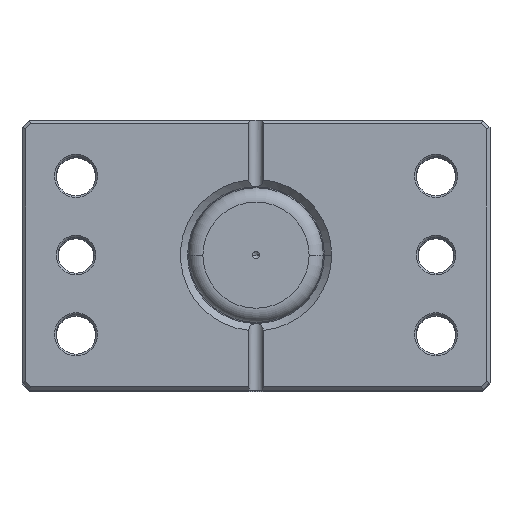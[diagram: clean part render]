
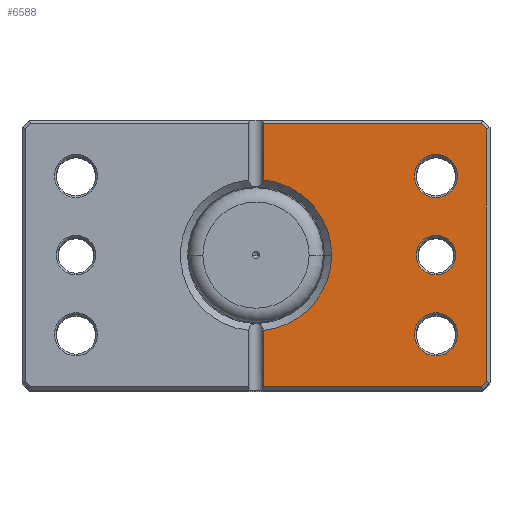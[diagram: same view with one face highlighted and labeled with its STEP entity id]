
A CAD part, top view. The second image highlights one B-rep face of the part: STEP entity #6588.
In plain terms, the highlighted face is planar.
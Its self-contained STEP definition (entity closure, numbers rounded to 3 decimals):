
#154 = CARTESIAN_POINT ( 'NONE',  ( -44., -22., 0. ) ) ;
#182 = FACE_OUTER_BOUND ( 'NONE', #1478, .T. ) ;
#199 = FACE_BOUND ( 'NONE', #1139, .T. ) ;
#210 = FACE_BOUND ( 'NONE', #1321, .T. ) ;
#248 = FACE_BOUND ( 'NONE', #1079, .T. ) ;
#249 = AXIS2_PLACEMENT_3D ( 'NONE', #3231, #3220, #3213 ) ;
#303 = CARTESIAN_POINT ( 'NONE',  ( 0., -36.5, 0. ) ) ;
#310 = EDGE_CURVE ( 'NONE', #3517, #4648, #1203, .T. ) ;
#351 = EDGE_CURVE ( 'NONE', #3980, #3539, #2431, .T. ) ;
#372 = EDGE_CURVE ( 'NONE', #495, #3436, #2979, .T. ) ;
#448 = VERTEX_POINT ( 'NONE', #6337 ) ;
#467 = EDGE_CURVE ( 'NONE', #1242, #1925, #4184, .T. ) ;
#482 = EDGE_CURVE ( 'NONE', #448, #3148, #1415, .T. ) ;
#495 = VERTEX_POINT ( 'NONE', #6058 ) ;
#528 = EDGE_CURVE ( 'NONE', #3148, #1288, #6873, .T. ) ;
#576 = CARTESIAN_POINT ( 'NONE',  ( -64., 35.086, 0. ) ) ;
#655 = EDGE_CURVE ( 'NONE', #1288, #4000, #6752, .T. ) ;
#668 = EDGE_CURVE ( 'NONE', #4000, #3279, #6697, .T. ) ;
#720 = EDGE_CURVE ( 'NONE', #1925, #448, #6631, .T. ) ;
#741 = CARTESIAN_POINT ( 'NONE',  ( -2., -36.5, 0. ) ) ;
#754 = EDGE_CURVE ( 'NONE', #3279, #3275, #6608, .T. ) ;
#775 = CARTESIAN_POINT ( 'NONE',  ( -62.586, 36.5, 0. ) ) ;
#780 = EDGE_CURVE ( 'NONE', #3275, #2534, #6574, .T. ) ;
#794 = ORIENTED_EDGE ( 'NONE', *, *, #895, .T. ) ;
#895 = EDGE_CURVE ( 'NONE', #2534, #1242, #6486, .T. ) ;
#945 = ORIENTED_EDGE ( 'NONE', *, *, #780, .T. ) ;
#1026 = ORIENTED_EDGE ( 'NONE', *, *, #754, .T. ) ;
#1079 = EDGE_LOOP ( 'NONE', ( #2106, #1936 ) ) ;
#1139 = EDGE_LOOP ( 'NONE', ( #1905, #1748 ) ) ;
#1144 = ORIENTED_EDGE ( 'NONE', *, *, #668, .T. ) ;
#1167 = VECTOR ( 'NONE', #6863, 1000. ) ;
#1203 = CIRCLE ( 'NONE', #5088, 5.5 ) ;
#1216 = ORIENTED_EDGE ( 'NONE', *, *, #655, .T. ) ;
#1242 = VERTEX_POINT ( 'NONE', #2521 ) ;
#1288 = VERTEX_POINT ( 'NONE', #741 ) ;
#1301 = CARTESIAN_POINT ( 'NONE',  ( -2., -20.905, 0. ) ) ;
#1306 = ORIENTED_EDGE ( 'NONE', *, *, #528, .T. ) ;
#1321 = EDGE_LOOP ( 'NONE', ( #2559, #2300 ) ) ;
#1378 = ORIENTED_EDGE ( 'NONE', *, *, #482, .T. ) ;
#1415 = CIRCLE ( 'NONE', #3832, 21. ) ;
#1478 = EDGE_LOOP ( 'NONE', ( #1663, #1553, #1378, #1306, #1216, #1144, #1026, #945, #794 ) ) ;
#1553 = ORIENTED_EDGE ( 'NONE', *, *, #720, .T. ) ;
#1663 = ORIENTED_EDGE ( 'NONE', *, *, #467, .T. ) ;
#1689 = EDGE_CURVE ( 'NONE', #3539, #3980, #5554, .T. ) ;
#1748 = ORIENTED_EDGE ( 'NONE', *, *, #372, .T. ) ;
#1905 = ORIENTED_EDGE ( 'NONE', *, *, #3118, .T. ) ;
#1925 = VERTEX_POINT ( 'NONE', #6071 ) ;
#1936 = ORIENTED_EDGE ( 'NONE', *, *, #351, .T. ) ;
#2106 = ORIENTED_EDGE ( 'NONE', *, *, #1689, .T. ) ;
#2300 = ORIENTED_EDGE ( 'NONE', *, *, #310, .T. ) ;
#2431 = CIRCLE ( 'NONE', #4861, 6. ) ;
#2521 = CARTESIAN_POINT ( 'NONE',  ( -2., 36.5, 0. ) ) ;
#2534 = VERTEX_POINT ( 'NONE', #775 ) ;
#2559 = ORIENTED_EDGE ( 'NONE', *, *, #3999, .T. ) ;
#2564 = AXIS2_PLACEMENT_3D ( 'NONE', #3738, #3729, #3720 ) ;
#2648 = CIRCLE ( 'NONE', #5452, 5.5 ) ;
#2672 = CARTESIAN_POINT ( 'NONE',  ( 0., 36.5, 0. ) ) ;
#2794 = DIRECTION ( 'NONE',  ( 1., 0., 0. ) ) ;
#2979 = CIRCLE ( 'NONE', #4420, 6. ) ;
#3118 = EDGE_CURVE ( 'NONE', #3436, #495, #3709, .T. ) ;
#3148 = VERTEX_POINT ( 'NONE', #1301 ) ;
#3203 = AXIS2_PLACEMENT_3D ( 'NONE', #4860, #4887, #4917 ) ;
#3213 = DIRECTION ( 'NONE',  ( 1., 0., 0. ) ) ;
#3220 = DIRECTION ( 'NONE',  ( 0., 0., 1. ) ) ;
#3231 = CARTESIAN_POINT ( 'NONE',  ( 0., 0., 0. ) ) ;
#3275 = VERTEX_POINT ( 'NONE', #576 ) ;
#3279 = VERTEX_POINT ( 'NONE', #3293 ) ;
#3293 = CARTESIAN_POINT ( 'NONE',  ( -64., -35.086, 0. ) ) ;
#3341 = DIRECTION ( 'NONE',  ( 0.707, 0.707, 0. ) ) ;
#3356 = PLANE ( 'NONE',  #249 ) ;
#3436 = VERTEX_POINT ( 'NONE', #4029 ) ;
#3443 = CARTESIAN_POINT ( 'NONE',  ( -55.5, 0., 0. ) ) ;
#3481 = CARTESIAN_POINT ( 'NONE',  ( -49.543, 49.543, 0. ) ) ;
#3517 = VERTEX_POINT ( 'NONE', #6208 ) ;
#3539 = VERTEX_POINT ( 'NONE', #5440 ) ;
#3646 = CARTESIAN_POINT ( 'NONE',  ( -64., 0., 0. ) ) ;
#3672 = DIRECTION ( 'NONE',  ( 0., 1., 0. ) ) ;
#3709 = CIRCLE ( 'NONE', #3203, 6. ) ;
#3720 = DIRECTION ( 'NONE',  ( 1., 0., 0. ) ) ;
#3729 = DIRECTION ( 'NONE',  ( 0., 0., 1. ) ) ;
#3738 = CARTESIAN_POINT ( 'NONE',  ( 0., 0., 0. ) ) ;
#3832 = AXIS2_PLACEMENT_3D ( 'NONE', #5701, #5694, #5686 ) ;
#3980 = VERTEX_POINT ( 'NONE', #154 ) ;
#3999 = EDGE_CURVE ( 'NONE', #4648, #3517, #2648, .T. ) ;
#4000 = VERTEX_POINT ( 'NONE', #6838 ) ;
#4029 = CARTESIAN_POINT ( 'NONE',  ( -56., 22., 0. ) ) ;
#4184 = LINE ( 'NONE', #6882, #1167 ) ;
#4241 = DIRECTION ( 'NONE',  ( 0., 0., 1. ) ) ;
#4256 = AXIS2_PLACEMENT_3D ( 'NONE', #4321, #4329, #4339 ) ;
#4260 = CARTESIAN_POINT ( 'NONE',  ( -49.543, -49.543, 0. ) ) ;
#4268 = DIRECTION ( 'NONE',  ( -0.707, 0.707, 0. ) ) ;
#4282 = DIRECTION ( 'NONE',  ( 1., 0., 0. ) ) ;
#4321 = CARTESIAN_POINT ( 'NONE',  ( -50., -22., 0. ) ) ;
#4329 = DIRECTION ( 'NONE',  ( 0., 0., 1. ) ) ;
#4339 = DIRECTION ( 'NONE',  ( 1., 0., 0. ) ) ;
#4420 = AXIS2_PLACEMENT_3D ( 'NONE', #4932, #6769, #6807 ) ;
#4576 = DIRECTION ( 'NONE',  ( -1., 0., 0. ) ) ;
#4648 = VERTEX_POINT ( 'NONE', #3443 ) ;
#4656 = CARTESIAN_POINT ( 'NONE',  ( -50., 0., 0. ) ) ;
#4830 = DIRECTION ( 'NONE',  ( 0., 0., 1. ) ) ;
#4855 = DIRECTION ( 'NONE',  ( 1., 0., 0. ) ) ;
#4860 = CARTESIAN_POINT ( 'NONE',  ( -50., 22., 0. ) ) ;
#4861 = AXIS2_PLACEMENT_3D ( 'NONE', #6098, #6219, #6228 ) ;
#4887 = DIRECTION ( 'NONE',  ( 0., 0., 1. ) ) ;
#4917 = DIRECTION ( 'NONE',  ( 1., 0., 0. ) ) ;
#4932 = CARTESIAN_POINT ( 'NONE',  ( -50., 22., 0. ) ) ;
#5088 = AXIS2_PLACEMENT_3D ( 'NONE', #4656, #4241, #4282 ) ;
#5335 = CARTESIAN_POINT ( 'NONE',  ( -50., 0., 0. ) ) ;
#5440 = CARTESIAN_POINT ( 'NONE',  ( -56., -22., 0. ) ) ;
#5452 = AXIS2_PLACEMENT_3D ( 'NONE', #5335, #4830, #4855 ) ;
#5554 = CIRCLE ( 'NONE', #4256, 6. ) ;
#5686 = DIRECTION ( 'NONE',  ( 1., 0., 0. ) ) ;
#5694 = DIRECTION ( 'NONE',  ( 0., 0., 1. ) ) ;
#5701 = CARTESIAN_POINT ( 'NONE',  ( 0., 0., 0. ) ) ;
#6020 = CARTESIAN_POINT ( 'NONE',  ( -2., 37.5, 0. ) ) ;
#6058 = CARTESIAN_POINT ( 'NONE',  ( -44., 22., 0. ) ) ;
#6071 = CARTESIAN_POINT ( 'NONE',  ( -2., 20.905, 0. ) ) ;
#6098 = CARTESIAN_POINT ( 'NONE',  ( -50., -22., 0. ) ) ;
#6208 = CARTESIAN_POINT ( 'NONE',  ( -44.5, 0., 0. ) ) ;
#6219 = DIRECTION ( 'NONE',  ( 0., 0., 1. ) ) ;
#6228 = DIRECTION ( 'NONE',  ( 1., 0., 0. ) ) ;
#6337 = CARTESIAN_POINT ( 'NONE',  ( -21., 0., 0. ) ) ;
#6463 = VECTOR ( 'NONE', #2794, 1000. ) ;
#6486 = LINE ( 'NONE', #2672, #6463 ) ;
#6560 = VECTOR ( 'NONE', #3341, 1000. ) ;
#6574 = LINE ( 'NONE', #3481, #6560 ) ;
#6588 = ADVANCED_FACE ( 'NONE', ( #210, #248, #199, #182 ), #3356, .F. ) ;
#6601 = VECTOR ( 'NONE', #3672, 1000. ) ;
#6608 = LINE ( 'NONE', #3646, #6601 ) ;
#6631 = CIRCLE ( 'NONE', #2564, 21. ) ;
#6681 = DIRECTION ( 'NONE',  ( 0., -1., 0. ) ) ;
#6697 = LINE ( 'NONE', #4260, #6698 ) ;
#6698 = VECTOR ( 'NONE', #4268, 1000. ) ;
#6709 = VECTOR ( 'NONE', #4576, 1000. ) ;
#6752 = LINE ( 'NONE', #303, #6709 ) ;
#6769 = DIRECTION ( 'NONE',  ( 0., 0., 1. ) ) ;
#6807 = DIRECTION ( 'NONE',  ( 1., 0., 0. ) ) ;
#6838 = CARTESIAN_POINT ( 'NONE',  ( -62.586, -36.5, 0. ) ) ;
#6863 = DIRECTION ( 'NONE',  ( 0., -1., 0. ) ) ;
#6873 = LINE ( 'NONE', #6020, #6906 ) ;
#6882 = CARTESIAN_POINT ( 'NONE',  ( -2., 37.5, 0. ) ) ;
#6906 = VECTOR ( 'NONE', #6681, 1000. ) ;
